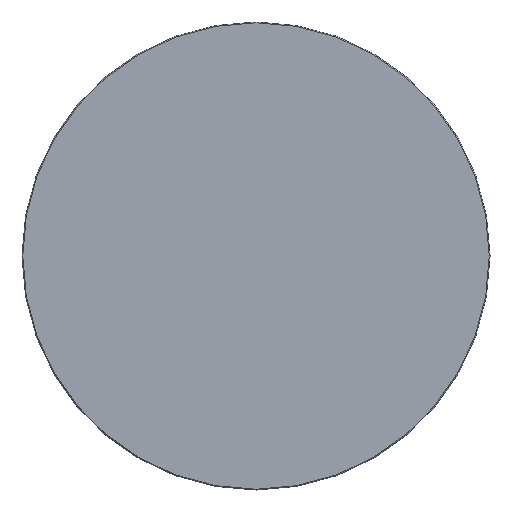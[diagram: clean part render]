
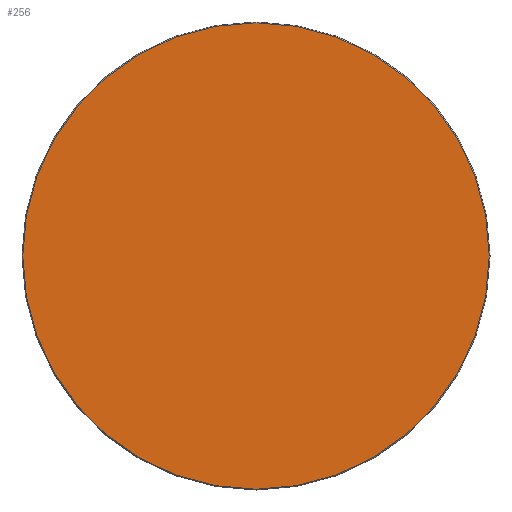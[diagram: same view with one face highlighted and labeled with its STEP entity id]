
A CAD part, front view. The second image highlights one B-rep face of the part: STEP entity #256.
In plain terms, the highlighted planar face has unit normal (0, -1, 0).
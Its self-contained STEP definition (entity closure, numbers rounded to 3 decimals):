
#9 = ORIENTED_EDGE ( 'NONE', *, *, #233, .F. ) ;
#19 = CARTESIAN_POINT ( 'NONE',  ( 0., 0., 0. ) ) ;
#41 = CARTESIAN_POINT ( 'NONE',  ( 0., 0., 0. ) ) ;
#42 = CARTESIAN_POINT ( 'NONE',  ( 57.8, 0., 0. ) ) ;
#45 = CARTESIAN_POINT ( 'NONE',  ( 0., 0., 0. ) ) ;
#64 = DIRECTION ( 'NONE',  ( -1., 0., 0. ) ) ;
#100 = EDGE_LOOP ( 'NONE', ( #117, #9 ) ) ;
#112 = VERTEX_POINT ( 'NONE', #169 ) ;
#117 = ORIENTED_EDGE ( 'NONE', *, *, #197, .F. ) ;
#128 = DIRECTION ( 'NONE',  ( 0., -1., 0. ) ) ;
#133 = AXIS2_PLACEMENT_3D ( 'NONE', #45, #128, #179 ) ;
#149 = AXIS2_PLACEMENT_3D ( 'NONE', #19, #219, #234 ) ;
#169 = CARTESIAN_POINT ( 'NONE',  ( -57.8, 0., 0. ) ) ;
#170 = DIRECTION ( 'NONE',  ( 0., 1., 0. ) ) ;
#174 = FACE_OUTER_BOUND ( 'NONE', #100, .T. ) ;
#179 = DIRECTION ( 'NONE',  ( 1., 0., 0. ) ) ;
#197 = EDGE_CURVE ( 'NONE', #112, #232, #252, .T. ) ;
#218 = CIRCLE ( 'NONE', #149, 57.8 ) ;
#219 = DIRECTION ( 'NONE',  ( 0., 1., 0. ) ) ;
#232 = VERTEX_POINT ( 'NONE', #42 ) ;
#233 = EDGE_CURVE ( 'NONE', #232, #112, #218, .T. ) ;
#234 = DIRECTION ( 'NONE',  ( -1., 0., 0. ) ) ;
#236 = AXIS2_PLACEMENT_3D ( 'NONE', #41, #170, #64 ) ;
#252 = CIRCLE ( 'NONE', #236, 57.8 ) ;
#255 = PLANE ( 'NONE',  #133 ) ;
#256 = ADVANCED_FACE ( 'NONE', ( #174 ), #255, .T. ) ;
